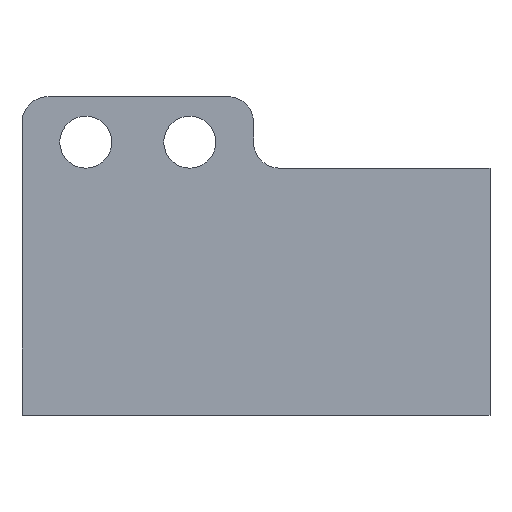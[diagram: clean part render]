
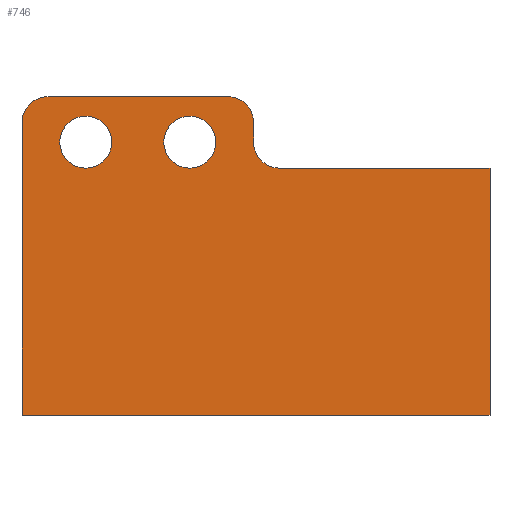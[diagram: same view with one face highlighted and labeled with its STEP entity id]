
A CAD part, top view. The second image highlights one B-rep face of the part: STEP entity #746.
In plain terms, the highlighted planar face has unit normal (0, 0, 1).
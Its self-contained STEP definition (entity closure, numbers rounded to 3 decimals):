
#16=FACE_BOUND('',#124,.T.);
#17=FACE_BOUND('',#125,.T.);
#48=PLANE('',#813);
#85=FACE_OUTER_BOUND('',#123,.T.);
#123=EDGE_LOOP('',(#693,#694,#695,#696,#697,#698,#699,#700,#701));
#124=EDGE_LOOP('',(#702));
#125=EDGE_LOOP('',(#703));
#136=LINE('',#1038,#225);
#144=LINE('',#1067,#233);
#147=LINE('',#1075,#236);
#156=LINE('',#1096,#245);
#181=LINE('',#1156,#270);
#214=LINE('',#1221,#303);
#225=VECTOR('',#834,10.);
#233=VECTOR('',#862,10.);
#236=VECTOR('',#871,10.);
#245=VECTOR('',#890,10.);
#270=VECTOR('',#943,10.);
#303=VECTOR('',#1008,10.);
#304=CIRCLE('',#762,2.);
#312=CIRCLE('',#773,2.);
#313=CIRCLE('',#776,2.);
#314=CIRCLE('',#779,2.);
#315=CIRCLE('',#781,2.);
#320=VERTEX_POINT('',#1013);
#321=VERTEX_POINT('',#1014);
#331=VERTEX_POINT('',#1036);
#340=VERTEX_POINT('',#1060);
#341=VERTEX_POINT('',#1062);
#342=VERTEX_POINT('',#1066);
#343=VERTEX_POINT('',#1070);
#344=VERTEX_POINT('',#1074);
#350=VERTEX_POINT('',#1088);
#351=VERTEX_POINT('',#1092);
#372=VERTEX_POINT('',#1154);
#389=EDGE_CURVE('',#320,#321,#304,.T.);
#401=EDGE_CURVE('',#320,#331,#136,.T.);
#414=EDGE_CURVE('',#340,#341,#312,.T.);
#416=EDGE_CURVE('',#342,#341,#144,.T.);
#418=EDGE_CURVE('',#342,#343,#313,.T.);
#420=EDGE_CURVE('',#344,#343,#147,.T.);
#427=EDGE_CURVE('',#350,#350,#314,.T.);
#429=EDGE_CURVE('',#351,#351,#315,.T.);
#431=EDGE_CURVE('',#340,#321,#156,.T.);
#460=EDGE_CURVE('',#331,#372,#181,.T.);
#493=EDGE_CURVE('',#372,#344,#214,.T.);
#693=ORIENTED_EDGE('',*,*,#389,.F.);
#694=ORIENTED_EDGE('',*,*,#401,.T.);
#695=ORIENTED_EDGE('',*,*,#460,.T.);
#696=ORIENTED_EDGE('',*,*,#493,.T.);
#697=ORIENTED_EDGE('',*,*,#420,.T.);
#698=ORIENTED_EDGE('',*,*,#418,.F.);
#699=ORIENTED_EDGE('',*,*,#416,.T.);
#700=ORIENTED_EDGE('',*,*,#414,.F.);
#701=ORIENTED_EDGE('',*,*,#431,.T.);
#702=ORIENTED_EDGE('',*,*,#427,.T.);
#703=ORIENTED_EDGE('',*,*,#429,.T.);
#746=ADVANCED_FACE('',(#85,#16,#17),#48,.T.);
#762=AXIS2_PLACEMENT_3D('',#1015,#818,#819);
#773=AXIS2_PLACEMENT_3D('',#1063,#857,#858);
#776=AXIS2_PLACEMENT_3D('',#1071,#866,#867);
#779=AXIS2_PLACEMENT_3D('',#1089,#880,#881);
#781=AXIS2_PLACEMENT_3D('',#1093,#885,#886);
#813=AXIS2_PLACEMENT_3D('',#1222,#1009,#1010);
#818=DIRECTION('center_axis',(0.,0.,-1.));
#819=DIRECTION('ref_axis',(-0.707,0.707,0.));
#834=DIRECTION('',(0.,-1.,0.));
#857=DIRECTION('center_axis',(0.,0.,-1.));
#858=DIRECTION('ref_axis',(0.707,0.707,0.));
#862=DIRECTION('',(0.,1.,0.));
#866=DIRECTION('center_axis',(0.,0.,1.));
#867=DIRECTION('ref_axis',(-0.707,-0.707,0.));
#871=DIRECTION('',(-1.,0.,0.));
#880=DIRECTION('center_axis',(0.,0.,-1.));
#881=DIRECTION('ref_axis',(1.,0.,0.));
#885=DIRECTION('center_axis',(0.,0.,-1.));
#886=DIRECTION('ref_axis',(1.,0.,0.));
#890=DIRECTION('',(-1.,0.,0.));
#943=DIRECTION('',(1.,0.,0.));
#1008=DIRECTION('',(0.,1.,0.));
#1009=DIRECTION('center_axis',(0.,0.,1.));
#1010=DIRECTION('ref_axis',(1.,0.,0.));
#1013=CARTESIAN_POINT('',(-2.5,20.,2.));
#1014=CARTESIAN_POINT('',(-0.5,22.,2.));
#1015=CARTESIAN_POINT('Origin',(-0.5,20.,2.));
#1036=CARTESIAN_POINT('',(-2.5,-2.5,2.));
#1038=CARTESIAN_POINT('',(-2.5,16.5,2.));
#1060=CARTESIAN_POINT('',(13.31,22.,2.));
#1062=CARTESIAN_POINT('',(15.31,20.,2.));
#1063=CARTESIAN_POINT('Origin',(13.31,20.,2.));
#1066=CARTESIAN_POINT('',(15.31,18.5,2.));
#1067=CARTESIAN_POINT('',(15.31,22.,2.));
#1070=CARTESIAN_POINT('',(17.31,16.5,2.));
#1071=CARTESIAN_POINT('Origin',(17.31,18.5,2.));
#1074=CARTESIAN_POINT('',(33.5,16.5,2.));
#1075=CARTESIAN_POINT('',(33.5,16.5,2.));
#1088=CARTESIAN_POINT('',(8.405,18.5,2.));
#1089=CARTESIAN_POINT('Origin',(10.405,18.5,2.));
#1092=CARTESIAN_POINT('',(0.405,18.5,2.));
#1093=CARTESIAN_POINT('Origin',(2.405,18.5,2.));
#1096=CARTESIAN_POINT('',(-2.5,22.,2.));
#1154=CARTESIAN_POINT('',(33.5,-2.5,2.));
#1156=CARTESIAN_POINT('',(-2.5,-2.5,2.));
#1221=CARTESIAN_POINT('',(33.5,-2.5,2.));
#1222=CARTESIAN_POINT('Origin',(15.5,7.,2.));
